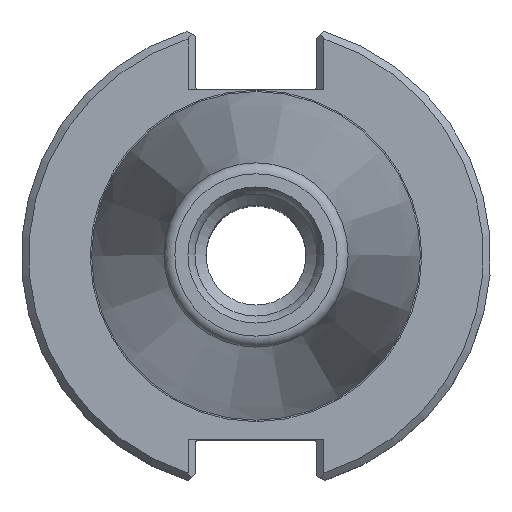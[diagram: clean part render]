
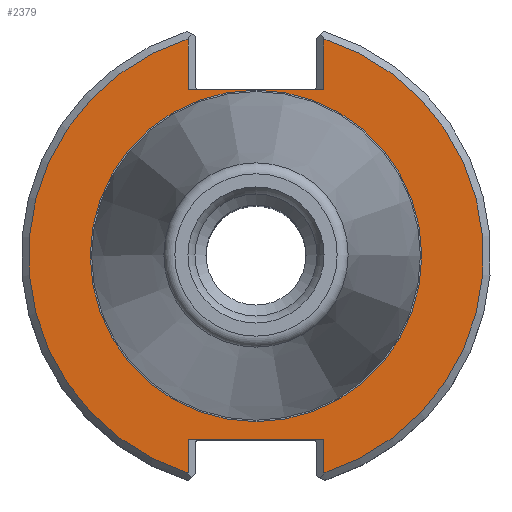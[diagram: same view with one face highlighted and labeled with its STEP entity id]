
A CAD part, top view. The second image highlights one B-rep face of the part: STEP entity #2379.
In plain terms, the highlighted planar face has unit normal (0, 0, 1).
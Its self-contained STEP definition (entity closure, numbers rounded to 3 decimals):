
#56=LINE('',#3627,#121);
#59=LINE('',#3638,#124);
#78=LINE('',#3721,#143);
#80=LINE('',#3737,#145);
#81=LINE('',#3739,#146);
#82=LINE('',#3741,#147);
#121=VECTOR('',#2883,1000.);
#124=VECTOR('',#2888,1000.);
#143=VECTOR('',#2935,1000.);
#145=VECTOR('',#2945,1000.);
#146=VECTOR('',#2946,1000.);
#147=VECTOR('',#2947,1000.);
#266=PLANE('',#2554);
#682=ORIENTED_EDGE('',*,*,#920,.T.);
#683=ORIENTED_EDGE('',*,*,#915,.T.);
#684=ORIENTED_EDGE('',*,*,#945,.F.);
#685=ORIENTED_EDGE('',*,*,#911,.T.);
#686=ORIENTED_EDGE('',*,*,#937,.T.);
#687=ORIENTED_EDGE('',*,*,#950,.T.);
#688=ORIENTED_EDGE('',*,*,#951,.F.);
#689=ORIENTED_EDGE('',*,*,#952,.T.);
#690=ORIENTED_EDGE('',*,*,#909,.F.);
#909=EDGE_CURVE('',#1097,#1097,#1199,.T.);
#911=EDGE_CURVE('',#1099,#1098,#56,.T.);
#915=EDGE_CURVE('',#1100,#1101,#59,.T.);
#920=EDGE_CURVE('',#1104,#1100,#1200,.T.);
#937=EDGE_CURVE('',#1098,#1115,#1201,.T.);
#945=EDGE_CURVE('',#1099,#1101,#78,.T.);
#950=EDGE_CURVE('',#1115,#1122,#80,.T.);
#951=EDGE_CURVE('',#1123,#1122,#81,.T.);
#952=EDGE_CURVE('',#1123,#1104,#82,.T.);
#1097=VERTEX_POINT('',#3620);
#1098=VERTEX_POINT('',#3626);
#1099=VERTEX_POINT('',#3628);
#1100=VERTEX_POINT('',#3635);
#1101=VERTEX_POINT('',#3637);
#1104=VERTEX_POINT('',#3653);
#1115=VERTEX_POINT('',#3699);
#1122=VERTEX_POINT('',#3738);
#1123=VERTEX_POINT('',#3740);
#1199=CIRCLE('',#2534,22.413);
#1200=CIRCLE('',#2539,30.75);
#1201=CIRCLE('',#2546,30.75);
#1344=EDGE_LOOP('',(#682,#683,#684,#685,#686,#687,#688,#689));
#1345=EDGE_LOOP('',(#690));
#1500=FACE_BOUND('',#1344,.T.);
#1501=FACE_BOUND('',#1345,.T.);
#2379=ADVANCED_FACE('',(#1500,#1501),#266,.T.);
#2534=AXIS2_PLACEMENT_3D('',#3619,#2879,#2880);
#2539=AXIS2_PLACEMENT_3D('',#3654,#2895,#2896);
#2546=AXIS2_PLACEMENT_3D('',#3700,#2921,#2922);
#2554=AXIS2_PLACEMENT_3D('',#3736,#2943,#2944);
#2879=DIRECTION('',(0.,0.,1.));
#2880=DIRECTION('',(1.,0.,0.));
#2883=DIRECTION('',(0.,-1.,0.));
#2888=DIRECTION('',(0.,1.,0.));
#2895=DIRECTION('',(0.,0.,1.));
#2896=DIRECTION('',(1.,0.,0.));
#2921=DIRECTION('',(0.,0.,1.));
#2922=DIRECTION('',(1.,0.,0.));
#2935=DIRECTION('',(-1.,0.,0.));
#2943=DIRECTION('',(0.,0.,1.));
#2944=DIRECTION('',(1.,0.,0.));
#2945=DIRECTION('',(0.,-1.,0.));
#2946=DIRECTION('',(1.,0.,0.));
#2947=DIRECTION('',(0.,1.,0.));
#3619=CARTESIAN_POINT('',(0.,0.,-3.17));
#3620=CARTESIAN_POINT('',(22.413,0.,-3.17));
#3626=CARTESIAN_POINT('',(9.19,-29.345,-3.17));
#3627=CARTESIAN_POINT('',(9.19,-30.831,-3.17));
#3628=CARTESIAN_POINT('',(9.19,-24.87,-3.17));
#3635=CARTESIAN_POINT('',(-9.19,-29.345,-3.17));
#3637=CARTESIAN_POINT('',(-9.19,-24.87,-3.17));
#3638=CARTESIAN_POINT('',(-9.19,-24.87,-3.17));
#3653=CARTESIAN_POINT('',(-9.19,29.345,-3.17));
#3654=CARTESIAN_POINT('',(0.,0.,-3.17));
#3699=CARTESIAN_POINT('',(9.19,29.345,-3.17));
#3700=CARTESIAN_POINT('',(0.,0.,-3.17));
#3721=CARTESIAN_POINT('',(8.19,-24.87,-3.17));
#3736=CARTESIAN_POINT('',(22.413,0.,-3.17));
#3737=CARTESIAN_POINT('',(9.19,22.46,-3.17));
#3738=CARTESIAN_POINT('',(9.19,22.46,-3.17));
#3739=CARTESIAN_POINT('',(-8.19,22.46,-3.17));
#3740=CARTESIAN_POINT('',(-9.19,22.46,-3.17));
#3741=CARTESIAN_POINT('',(-9.19,30.831,-3.17));
